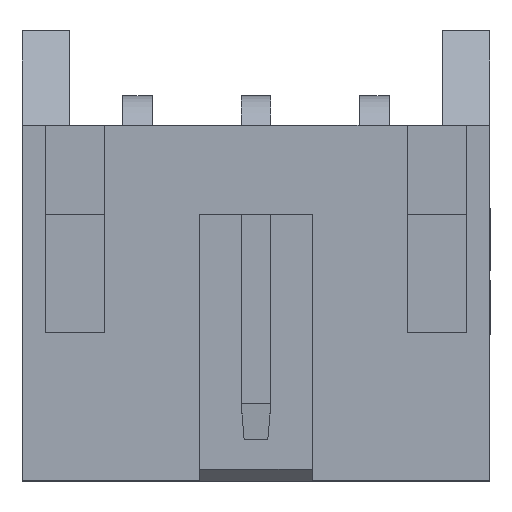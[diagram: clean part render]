
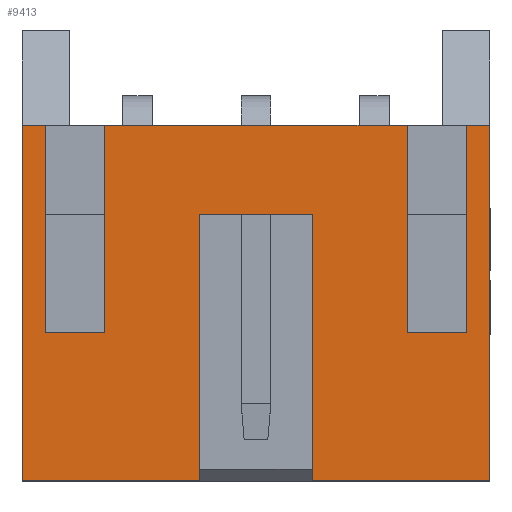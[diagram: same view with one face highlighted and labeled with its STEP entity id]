
A CAD part, top view. The second image highlights one B-rep face of the part: STEP entity #9413.
In plain terms, the highlighted planar face has unit normal (0, 0, 1).
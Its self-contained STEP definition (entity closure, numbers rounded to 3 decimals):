
#54 = VECTOR ( 'NONE', #1406, 1000. ) ;
#116 = DIRECTION ( 'NONE',  ( 0., -1., 0. ) ) ;
#459 = CARTESIAN_POINT ( 'NONE',  ( -3.95, 3., 4.8 ) ) ;
#548 = CARTESIAN_POINT ( 'NONE',  ( 2.55, -0.5, 4.8 ) ) ;
#766 = ORIENTED_EDGE ( 'NONE', *, *, #13221, .F. ) ;
#993 = CARTESIAN_POINT ( 'NONE',  ( -2.55, 3., 4.8 ) ) ;
#1395 = VECTOR ( 'NONE', #14407, 1000. ) ;
#1406 = DIRECTION ( 'NONE',  ( -1., 0., 0. ) ) ;
#1488 = LINE ( 'NONE', #8011, #8316 ) ;
#1496 = EDGE_CURVE ( 'NONE', #7930, #2196, #6267, .T. ) ;
#1563 = DIRECTION ( 'NONE',  ( 0., -1., 0. ) ) ;
#1585 = ORIENTED_EDGE ( 'NONE', *, *, #2816, .T. ) ;
#1679 = LINE ( 'NONE', #13657, #5661 ) ;
#1952 = VERTEX_POINT ( 'NONE', #16397 ) ;
#2070 = FACE_OUTER_BOUND ( 'NONE', #9067, .T. ) ;
#2196 = VERTEX_POINT ( 'NONE', #548 ) ;
#2600 = DIRECTION ( 'NONE',  ( -1., 0., 0. ) ) ;
#2733 = ORIENTED_EDGE ( 'NONE', *, *, #5383, .F. ) ;
#2816 = EDGE_CURVE ( 'NONE', #13982, #9495, #16657, .T. ) ;
#2873 = VERTEX_POINT ( 'NONE', #11686 ) ;
#2934 = EDGE_CURVE ( 'NONE', #15345, #10658, #1679, .T. ) ;
#2960 = VECTOR ( 'NONE', #13644, 1000. ) ;
#2997 = CARTESIAN_POINT ( 'NONE',  ( 2.55, -0.5, 4.8 ) ) ;
#3071 = CARTESIAN_POINT ( 'NONE',  ( -3.95, -3., 4.8 ) ) ;
#3203 = CARTESIAN_POINT ( 'NONE',  ( -2.55, -0.5, 4.8 ) ) ;
#3279 = EDGE_CURVE ( 'NONE', #2196, #6430, #13378, .T. ) ;
#3411 = CARTESIAN_POINT ( 'NONE',  ( -0.95, -3., 4.8 ) ) ;
#3453 = LINE ( 'NONE', #7895, #1395 ) ;
#3479 = LINE ( 'NONE', #7431, #14990 ) ;
#3499 = CARTESIAN_POINT ( 'NONE',  ( 0.95, 1.5, 4.8 ) ) ;
#3572 = VERTEX_POINT ( 'NONE', #459 ) ;
#3788 = CARTESIAN_POINT ( 'NONE',  ( -0.95, 1.5, 4.8 ) ) ;
#3838 = CARTESIAN_POINT ( 'NONE',  ( 3.55, 6.5, 4.8 ) ) ;
#4070 = VECTOR ( 'NONE', #15158, 1000. ) ;
#4188 = EDGE_CURVE ( 'NONE', #6306, #2873, #16337, .T. ) ;
#4426 = VERTEX_POINT ( 'NONE', #993 ) ;
#4598 = DIRECTION ( 'NONE',  ( -1., 0., 0. ) ) ;
#4676 = VECTOR ( 'NONE', #13652, 1000. ) ;
#4987 = DIRECTION ( 'NONE',  ( 0., 1., 0. ) ) ;
#5168 = ORIENTED_EDGE ( 'NONE', *, *, #5570, .F. ) ;
#5238 = DIRECTION ( 'NONE',  ( -1., 0., 0. ) ) ;
#5331 = ORIENTED_EDGE ( 'NONE', *, *, #6854, .F. ) ;
#5383 = EDGE_CURVE ( 'NONE', #10658, #14848, #10998, .T. ) ;
#5404 = VECTOR ( 'NONE', #16491, 1000. ) ;
#5558 = ORIENTED_EDGE ( 'NONE', *, *, #1496, .F. ) ;
#5570 = EDGE_CURVE ( 'NONE', #15545, #11004, #11578, .T. ) ;
#5661 = VECTOR ( 'NONE', #11088, 1000. ) ;
#5703 = EDGE_CURVE ( 'NONE', #2873, #12225, #16359, .T. ) ;
#5742 = ORIENTED_EDGE ( 'NONE', *, *, #8921, .T. ) ;
#5888 = CARTESIAN_POINT ( 'NONE',  ( 0.95, -3., 4.8 ) ) ;
#6011 = DIRECTION ( 'NONE',  ( 0., -1., 0. ) ) ;
#6267 = LINE ( 'NONE', #8734, #8874 ) ;
#6277 = CARTESIAN_POINT ( 'NONE',  ( -3.55, 3., 4.8 ) ) ;
#6306 = VERTEX_POINT ( 'NONE', #5888 ) ;
#6430 = VERTEX_POINT ( 'NONE', #13725 ) ;
#6444 = ORIENTED_EDGE ( 'NONE', *, *, #3279, .F. ) ;
#6485 = ORIENTED_EDGE ( 'NONE', *, *, #15337, .F. ) ;
#6656 = VECTOR ( 'NONE', #5238, 1000. ) ;
#6854 = EDGE_CURVE ( 'NONE', #6430, #1952, #14396, .T. ) ;
#7291 = CARTESIAN_POINT ( 'NONE',  ( 3.95, 3., 4.8 ) ) ;
#7296 = DIRECTION ( 'NONE',  ( 0., 0., 1. ) ) ;
#7387 = CARTESIAN_POINT ( 'NONE',  ( 0., 0., 4.8 ) ) ;
#7431 = CARTESIAN_POINT ( 'NONE',  ( -3.95, 3., 4.8 ) ) ;
#7439 = ORIENTED_EDGE ( 'NONE', *, *, #10288, .T. ) ;
#7895 = CARTESIAN_POINT ( 'NONE',  ( 0.95, -7.5, 4.8 ) ) ;
#7930 = VERTEX_POINT ( 'NONE', #13325 ) ;
#7987 = CARTESIAN_POINT ( 'NONE',  ( -3.95, 3., 4.8 ) ) ;
#8011 = CARTESIAN_POINT ( 'NONE',  ( -3.95, 3., 4.8 ) ) ;
#8316 = VECTOR ( 'NONE', #116, 1000. ) ;
#8467 = CARTESIAN_POINT ( 'NONE',  ( -3.95, 3., 4.8 ) ) ;
#8734 = CARTESIAN_POINT ( 'NONE',  ( 2.55, 6.5, 4.8 ) ) ;
#8874 = VECTOR ( 'NONE', #16783, 1000. ) ;
#8921 = EDGE_CURVE ( 'NONE', #7930, #4426, #3479, .T. ) ;
#9060 = DIRECTION ( 'NONE',  ( 0., 1., 0. ) ) ;
#9067 = EDGE_LOOP ( 'NONE', ( #13049, #7439, #12034, #1585, #766, #5168, #6485, #13265, #9584, #11892, #5331, #6444, #5558, #5742, #15816, #2733 ) ) ;
#9139 = EDGE_CURVE ( 'NONE', #3572, #13982, #1488, .T. ) ;
#9413 = ADVANCED_FACE ( 'NONE', ( #2070 ), #9957, .T. ) ;
#9471 = CARTESIAN_POINT ( 'NONE',  ( -3.55, -0.5, 4.8 ) ) ;
#9495 = VERTEX_POINT ( 'NONE', #3411 ) ;
#9584 = ORIENTED_EDGE ( 'NONE', *, *, #5703, .T. ) ;
#9716 = CARTESIAN_POINT ( 'NONE',  ( -2.55, 6.5, 4.8 ) ) ;
#9957 = PLANE ( 'NONE',  #10269 ) ;
#10269 = AXIS2_PLACEMENT_3D ( 'NONE', #7387, #7296, #6011 ) ;
#10288 = EDGE_CURVE ( 'NONE', #15345, #3572, #15063, .T. ) ;
#10444 = VECTOR ( 'NONE', #4598, 1000. ) ;
#10494 = CARTESIAN_POINT ( 'NONE',  ( 0.95, 1.5, 4.8 ) ) ;
#10658 = VERTEX_POINT ( 'NONE', #9471 ) ;
#10998 = LINE ( 'NONE', #3203, #4676 ) ;
#11004 = VERTEX_POINT ( 'NONE', #3788 ) ;
#11088 = DIRECTION ( 'NONE',  ( 0., -1., 0. ) ) ;
#11315 = CARTESIAN_POINT ( 'NONE',  ( 3.95, 3., 4.8 ) ) ;
#11528 = VECTOR ( 'NONE', #1563, 1000. ) ;
#11578 = LINE ( 'NONE', #10494, #54 ) ;
#11644 = EDGE_CURVE ( 'NONE', #14848, #4426, #12273, .T. ) ;
#11686 = CARTESIAN_POINT ( 'NONE',  ( 3.95, -3., 4.8 ) ) ;
#11749 = CARTESIAN_POINT ( 'NONE',  ( -3.95, -3., 4.8 ) ) ;
#11892 = ORIENTED_EDGE ( 'NONE', *, *, #14258, .T. ) ;
#11907 = LINE ( 'NONE', #7987, #6656 ) ;
#12034 = ORIENTED_EDGE ( 'NONE', *, *, #9139, .T. ) ;
#12092 = LINE ( 'NONE', #14919, #11528 ) ;
#12225 = VERTEX_POINT ( 'NONE', #7291 ) ;
#12273 = LINE ( 'NONE', #9716, #2960 ) ;
#12444 = CARTESIAN_POINT ( 'NONE',  ( -2.55, -0.5, 4.8 ) ) ;
#12557 = CARTESIAN_POINT ( 'NONE',  ( -3.95, -3., 4.8 ) ) ;
#13049 = ORIENTED_EDGE ( 'NONE', *, *, #2934, .F. ) ;
#13221 = EDGE_CURVE ( 'NONE', #11004, #9495, #12092, .T. ) ;
#13265 = ORIENTED_EDGE ( 'NONE', *, *, #4188, .T. ) ;
#13325 = CARTESIAN_POINT ( 'NONE',  ( 2.55, 3., 4.8 ) ) ;
#13378 = LINE ( 'NONE', #2997, #15803 ) ;
#13566 = VECTOR ( 'NONE', #9060, 1000. ) ;
#13644 = DIRECTION ( 'NONE',  ( 0., 1., 0. ) ) ;
#13652 = DIRECTION ( 'NONE',  ( 1., 0., 0. ) ) ;
#13657 = CARTESIAN_POINT ( 'NONE',  ( -3.55, 6.5, 4.8 ) ) ;
#13724 = VECTOR ( 'NONE', #4987, 1000. ) ;
#13725 = CARTESIAN_POINT ( 'NONE',  ( 3.55, -0.5, 4.8 ) ) ;
#13982 = VERTEX_POINT ( 'NONE', #11749 ) ;
#14258 = EDGE_CURVE ( 'NONE', #12225, #1952, #11907, .T. ) ;
#14396 = LINE ( 'NONE', #3838, #13566 ) ;
#14407 = DIRECTION ( 'NONE',  ( 0., 1., 0. ) ) ;
#14848 = VERTEX_POINT ( 'NONE', #12444 ) ;
#14919 = CARTESIAN_POINT ( 'NONE',  ( -0.95, -7.5, 4.8 ) ) ;
#14926 = DIRECTION ( 'NONE',  ( 1., 0., 0. ) ) ;
#14990 = VECTOR ( 'NONE', #2600, 1000. ) ;
#15063 = LINE ( 'NONE', #8467, #10444 ) ;
#15158 = DIRECTION ( 'NONE',  ( 1., 0., 0. ) ) ;
#15337 = EDGE_CURVE ( 'NONE', #6306, #15545, #3453, .T. ) ;
#15345 = VERTEX_POINT ( 'NONE', #6277 ) ;
#15545 = VERTEX_POINT ( 'NONE', #3499 ) ;
#15803 = VECTOR ( 'NONE', #14926, 1000. ) ;
#15816 = ORIENTED_EDGE ( 'NONE', *, *, #11644, .F. ) ;
#16337 = LINE ( 'NONE', #3071, #4070 ) ;
#16359 = LINE ( 'NONE', #11315, #13724 ) ;
#16397 = CARTESIAN_POINT ( 'NONE',  ( 3.55, 3., 4.8 ) ) ;
#16491 = DIRECTION ( 'NONE',  ( 1., 0., 0. ) ) ;
#16657 = LINE ( 'NONE', #12557, #5404 ) ;
#16783 = DIRECTION ( 'NONE',  ( 0., -1., 0. ) ) ;
